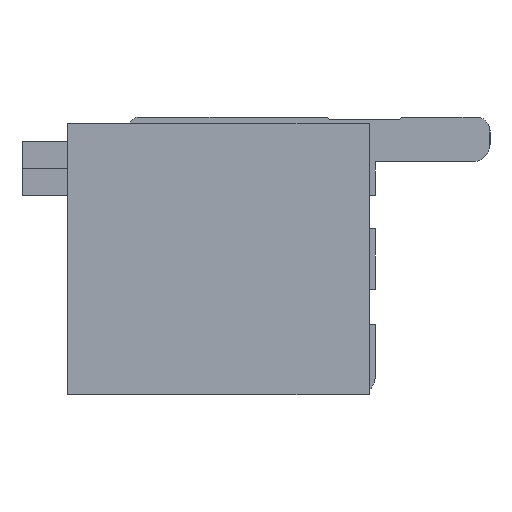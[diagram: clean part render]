
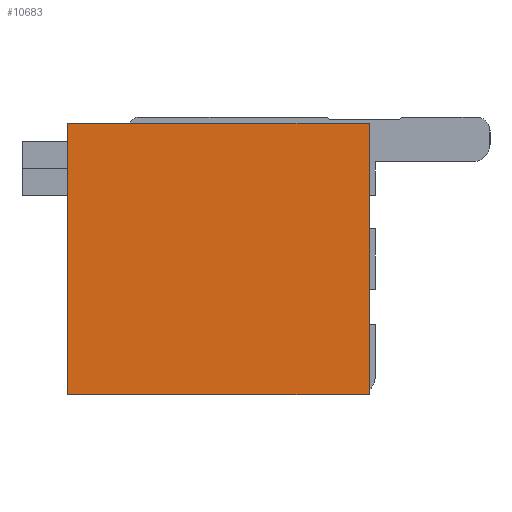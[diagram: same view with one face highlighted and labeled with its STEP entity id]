
A CAD part, left-side view. The second image highlights one B-rep face of the part: STEP entity #10683.
In plain terms, the highlighted planar face has unit normal (-1, 0, 0).
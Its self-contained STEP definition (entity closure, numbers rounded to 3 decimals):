
#25=DIRECTION('',(0.,0.,1.));
#26=VECTOR('',#25,4.5);
#27=CARTESIAN_POINT('',(-8.2,5.,-2.25));
#28=LINE('',#27,#26);
#1343=DIRECTION('',(0.,0.,1.));
#1344=VECTOR('',#1343,4.5);
#1345=CARTESIAN_POINT('',(-8.2,0.,-2.25));
#1346=LINE('',#1345,#1344);
#2273=DIRECTION('',(0.,1.,0.));
#2274=VECTOR('',#2273,5.);
#2275=CARTESIAN_POINT('',(-8.2,0.,2.25));
#2276=LINE('',#2275,#2274);
#2281=DIRECTION('',(0.,1.,0.));
#2282=VECTOR('',#2281,5.);
#2283=CARTESIAN_POINT('',(-8.2,0.,-2.25));
#2284=LINE('',#2283,#2282);
#6317=CARTESIAN_POINT('',(-8.2,0.,-2.25));
#6318=CARTESIAN_POINT('',(-8.2,0.,2.25));
#6319=VERTEX_POINT('',#6317);
#6320=VERTEX_POINT('',#6318);
#6325=CARTESIAN_POINT('',(-8.2,5.,-2.25));
#6326=CARTESIAN_POINT('',(-8.2,5.,2.25));
#6327=VERTEX_POINT('',#6325);
#6328=VERTEX_POINT('',#6326);
#10671=CARTESIAN_POINT('',(-8.2,0.,-2.25));
#10672=DIRECTION('',(-1.,0.,0.));
#10673=DIRECTION('',(0.,0.,1.));
#10674=AXIS2_PLACEMENT_3D('',#10671,#10672,#10673);
#10675=PLANE('',#10674);
#10676=ORIENTED_EDGE('',*,*,#9556,.F.);
#10678=ORIENTED_EDGE('',*,*,#10677,.T.);
#10679=ORIENTED_EDGE('',*,*,#8378,.T.);
#10680=ORIENTED_EDGE('',*,*,#10652,.F.);
#10681=EDGE_LOOP('',(#10676,#10678,#10679,#10680));
#10682=FACE_OUTER_BOUND('',#10681,.F.);
#8378=EDGE_CURVE('',#6327,#6328,#28,.T.);
#9556=EDGE_CURVE('',#6319,#6320,#1346,.T.);
#10652=EDGE_CURVE('',#6320,#6328,#2276,.T.);
#10677=EDGE_CURVE('',#6319,#6327,#2284,.T.);
#10683=ADVANCED_FACE('',(#10682),#10675,.T.);
